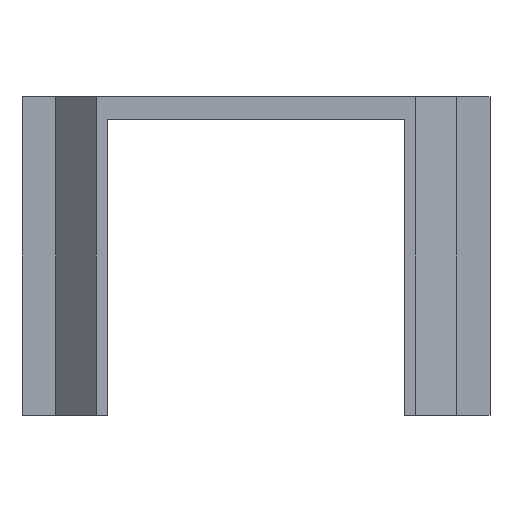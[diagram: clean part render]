
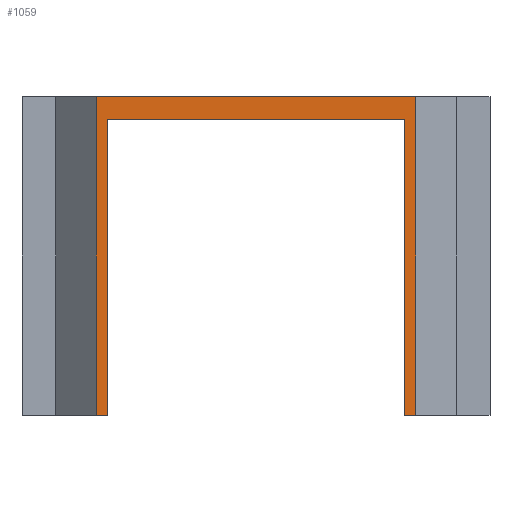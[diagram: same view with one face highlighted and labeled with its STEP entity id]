
A CAD part, front view. The second image highlights one B-rep face of the part: STEP entity #1059.
In plain terms, the highlighted planar face has unit normal (0, -1, 0).
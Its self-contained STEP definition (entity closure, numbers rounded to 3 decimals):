
#77=PLANE('',#1165);
#127=FACE_OUTER_BOUND('',#194,.T.);
#194=EDGE_LOOP('',(#939,#940,#941,#942,#943,#944,#945,#946));
#235=LINE('',#1550,#343);
#238=LINE('',#1557,#346);
#254=LINE('',#1591,#362);
#261=LINE('',#1605,#369);
#293=LINE('',#1676,#401);
#302=LINE('',#1699,#410);
#312=LINE('',#1717,#420);
#320=LINE('',#1736,#428);
#343=VECTOR('',#1279,10.);
#346=VECTOR('',#1284,10.);
#362=VECTOR('',#1308,10.);
#369=VECTOR('',#1319,10.);
#401=VECTOR('',#1369,10.);
#410=VECTOR('',#1390,10.);
#420=VECTOR('',#1416,10.);
#428=VECTOR('',#1442,10.);
#499=VERTEX_POINT('',#1546);
#500=VERTEX_POINT('',#1548);
#503=VERTEX_POINT('',#1555);
#515=VERTEX_POINT('',#1587);
#517=VERTEX_POINT('',#1590);
#522=VERTEX_POINT('',#1604);
#551=VERTEX_POINT('',#1673);
#552=VERTEX_POINT('',#1675);
#611=EDGE_CURVE('',#499,#500,#235,.T.);
#614=EDGE_CURVE('',#503,#500,#238,.T.);
#630=EDGE_CURVE('',#515,#517,#254,.T.);
#637=EDGE_CURVE('',#517,#522,#261,.T.);
#671=EDGE_CURVE('',#551,#552,#293,.T.);
#684=EDGE_CURVE('',#552,#503,#302,.T.);
#694=EDGE_CURVE('',#551,#522,#312,.T.);
#704=EDGE_CURVE('',#499,#515,#320,.T.);
#939=ORIENTED_EDGE('',*,*,#684,.F.);
#940=ORIENTED_EDGE('',*,*,#671,.F.);
#941=ORIENTED_EDGE('',*,*,#694,.T.);
#942=ORIENTED_EDGE('',*,*,#637,.F.);
#943=ORIENTED_EDGE('',*,*,#630,.F.);
#944=ORIENTED_EDGE('',*,*,#704,.F.);
#945=ORIENTED_EDGE('',*,*,#611,.T.);
#946=ORIENTED_EDGE('',*,*,#614,.F.);
#1059=ADVANCED_FACE('',(#127),#77,.T.);
#1165=AXIS2_PLACEMENT_3D('',#1735,#1440,#1441);
#1279=DIRECTION('',(0.,0.,-1.));
#1284=DIRECTION('',(-1.,0.,0.));
#1308=DIRECTION('',(0.,0.,-1.));
#1319=DIRECTION('',(-1.,0.,0.));
#1369=DIRECTION('',(1.,0.,0.));
#1390=DIRECTION('',(0.,0.,-1.));
#1416=DIRECTION('',(0.,0.,-1.));
#1440=DIRECTION('center_axis',(0.,-1.,0.));
#1441=DIRECTION('ref_axis',(1.,0.,0.));
#1442=DIRECTION('',(-1.,0.,0.));
#1546=CARTESIAN_POINT('',(15.801,-24.9,2.4));
#1548=CARTESIAN_POINT('',(15.801,-24.9,-29.1));
#1550=CARTESIAN_POINT('',(15.801,-24.9,2.4));
#1555=CARTESIAN_POINT('',(17.001,-24.9,-29.1));
#1557=CARTESIAN_POINT('',(17.001,-24.9,-29.1));
#1587=CARTESIAN_POINT('',(-15.801,-24.9,2.4));
#1590=CARTESIAN_POINT('',(-15.801,-24.9,-29.1));
#1591=CARTESIAN_POINT('',(-15.801,-24.9,2.4));
#1604=CARTESIAN_POINT('',(-17.001,-24.9,-29.1));
#1605=CARTESIAN_POINT('',(-15.801,-24.9,-29.1));
#1673=CARTESIAN_POINT('',(-17.001,-24.9,4.83));
#1675=CARTESIAN_POINT('',(17.001,-24.9,4.83));
#1676=CARTESIAN_POINT('',(-17.001,-24.9,4.83));
#1699=CARTESIAN_POINT('',(17.001,-24.9,2.4));
#1717=CARTESIAN_POINT('',(-17.001,-24.9,4.83));
#1735=CARTESIAN_POINT('Origin',(-16.801,-24.9,2.4));
#1736=CARTESIAN_POINT('',(16.801,-24.9,2.4));
